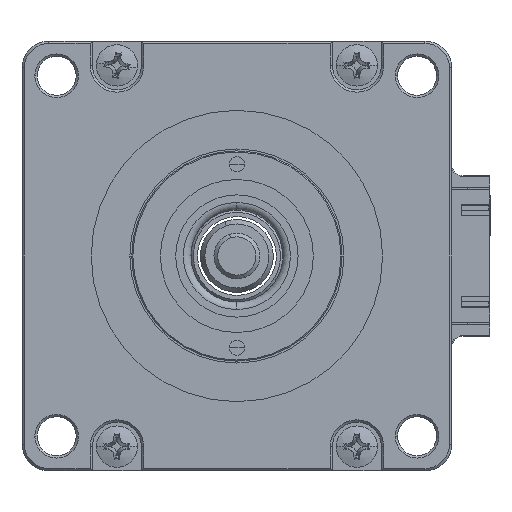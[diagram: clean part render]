
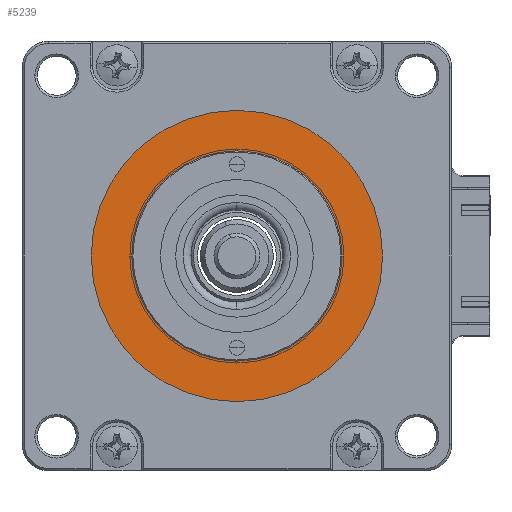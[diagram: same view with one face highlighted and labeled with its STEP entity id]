
A CAD part, left-side view. The second image highlights one B-rep face of the part: STEP entity #5239.
In plain terms, the highlighted planar face has unit normal (-1, 0, 0).
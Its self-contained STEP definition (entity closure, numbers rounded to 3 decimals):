
#301 = AXIS2_PLACEMENT_3D ( 'NONE', #7998, #1805, #9023 ) ;
#303 = DIRECTION ( 'NONE',  ( -1., 0., 0. ) ) ;
#931 = CIRCLE ( 'NONE', #6108, 19.05 ) ;
#1581 = CARTESIAN_POINT ( 'NONE',  ( -49.623, 23.522, 48.3 ) ) ;
#1805 = DIRECTION ( 'NONE',  ( -1., 0., 0. ) ) ;
#1860 = ORIENTED_EDGE ( 'NONE', *, *, #3681, .T. ) ;
#2294 = CARTESIAN_POINT ( 'NONE',  ( -49.623, 4.472, 48.3 ) ) ;
#2400 = DIRECTION ( 'NONE',  ( -1., 0., 0. ) ) ;
#2726 = CIRCLE ( 'NONE', #7570, 13.75 ) ;
#2797 = ORIENTED_EDGE ( 'NONE', *, *, #9166, .F. ) ;
#3351 = DIRECTION ( 'NONE',  ( 0., -1., 0. ) ) ;
#3608 = CARTESIAN_POINT ( 'NONE',  ( -49.623, -9.278, 48.3 ) ) ;
#3681 = EDGE_CURVE ( 'NONE', #8222, #5259, #4454, .T. ) ;
#3927 = CIRCLE ( 'NONE', #301, 13.75 ) ;
#4357 = CARTESIAN_POINT ( 'NONE',  ( -49.623, 29.072, 72.9 ) ) ;
#4454 = CIRCLE ( 'NONE', #12100, 19.05 ) ;
#4716 = VERTEX_POINT ( 'NONE', #9941 ) ;
#5035 = DIRECTION ( 'NONE',  ( -1., 0., 0. ) ) ;
#5239 = ADVANCED_FACE ( 'NONE', ( #8320, #5872 ), #8481, .T. ) ;
#5259 = VERTEX_POINT ( 'NONE', #11598 ) ;
#5406 = EDGE_CURVE ( 'NONE', #4716, #6242, #2726, .T. ) ;
#5872 = FACE_OUTER_BOUND ( 'NONE', #9804, .T. ) ;
#6108 = AXIS2_PLACEMENT_3D ( 'NONE', #8577, #2400, #9594 ) ;
#6242 = VERTEX_POINT ( 'NONE', #3608 ) ;
#6313 = EDGE_CURVE ( 'NONE', #5259, #8222, #931, .T. ) ;
#7344 = EDGE_LOOP ( 'NONE', ( #12971, #2797 ) ) ;
#7468 = DIRECTION ( 'NONE',  ( 0., -1., 0. ) ) ;
#7570 = AXIS2_PLACEMENT_3D ( 'NONE', #2294, #9500, #3351 ) ;
#7998 = CARTESIAN_POINT ( 'NONE',  ( -49.623, 4.472, 48.3 ) ) ;
#8222 = VERTEX_POINT ( 'NONE', #1581 ) ;
#8320 = FACE_BOUND ( 'NONE', #7344, .T. ) ;
#8481 = PLANE ( 'NONE',  #11943 ) ;
#8577 = CARTESIAN_POINT ( 'NONE',  ( -49.623, 4.472, 48.3 ) ) ;
#9023 = DIRECTION ( 'NONE',  ( 0., -1., 0. ) ) ;
#9166 = EDGE_CURVE ( 'NONE', #6242, #4716, #3927, .T. ) ;
#9500 = DIRECTION ( 'NONE',  ( -1., 0., 0. ) ) ;
#9594 = DIRECTION ( 'NONE',  ( 0., -1., 0. ) ) ;
#9804 = EDGE_LOOP ( 'NONE', ( #10939, #1860 ) ) ;
#9941 = CARTESIAN_POINT ( 'NONE',  ( -49.623, 18.222, 48.3 ) ) ;
#10939 = ORIENTED_EDGE ( 'NONE', *, *, #6313, .T. ) ;
#11203 = CARTESIAN_POINT ( 'NONE',  ( -49.623, 4.472, 48.3 ) ) ;
#11598 = CARTESIAN_POINT ( 'NONE',  ( -49.623, -14.578, 48.3 ) ) ;
#11943 = AXIS2_PLACEMENT_3D ( 'NONE', #4357, #303, #7468 ) ;
#12100 = AXIS2_PLACEMENT_3D ( 'NONE', #11203, #5035, #12233 ) ;
#12233 = DIRECTION ( 'NONE',  ( 0., -1., 0. ) ) ;
#12971 = ORIENTED_EDGE ( 'NONE', *, *, #5406, .F. ) ;
